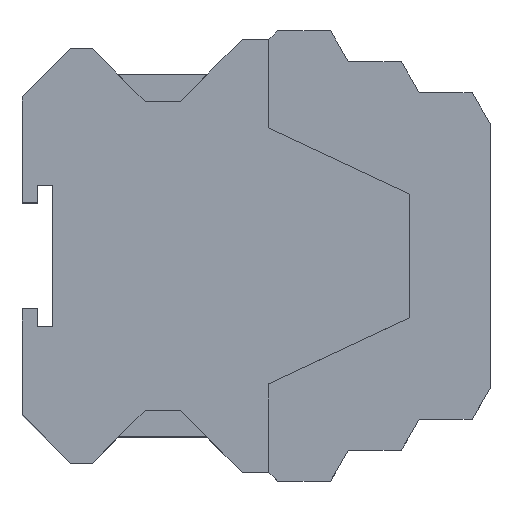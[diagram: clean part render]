
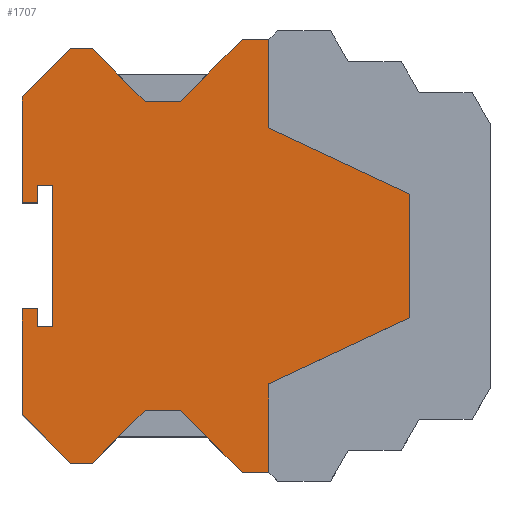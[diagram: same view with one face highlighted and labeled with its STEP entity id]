
A CAD part, top view. The second image highlights one B-rep face of the part: STEP entity #1707.
In plain terms, the highlighted planar face has unit normal (0, 0, 1).
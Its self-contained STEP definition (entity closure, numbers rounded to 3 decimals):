
#372=DIRECTION('',(0.,-1.,0.));
#373=VECTOR('',#372,28.);
#374=CARTESIAN_POINT('',(80.876,14.,11.25));
#375=LINE('',#374,#373);
#379=DIRECTION('',(-0.905,-0.424,0.));
#380=VECTOR('',#379,35.341);
#381=CARTESIAN_POINT('',(80.876,-14.,11.25));
#382=LINE('',#381,#380);
#386=DIRECTION('',(0.,-1.,0.));
#387=VECTOR('',#386,20.);
#388=CARTESIAN_POINT('',(48.876,-29.,11.25));
#389=LINE('',#388,#387);
#393=DIRECTION('',(1.,0.,0.));
#394=VECTOR('',#393,6.);
#395=CARTESIAN_POINT('',(42.876,-49.,11.25));
#396=LINE('',#395,#394);
#400=DIRECTION('',(0.707,-0.707,0.));
#401=VECTOR('',#400,19.799);
#402=CARTESIAN_POINT('',(28.876,-35.,11.25));
#403=LINE('',#402,#401);
#407=DIRECTION('',(1.,0.,0.));
#408=VECTOR('',#407,8.);
#409=CARTESIAN_POINT('',(20.876,-35.,11.25));
#410=LINE('',#409,#408);
#414=DIRECTION('',(0.707,0.707,0.));
#415=VECTOR('',#414,16.883);
#416=CARTESIAN_POINT('',(8.938,-46.938,11.25));
#417=LINE('',#416,#415);
#421=DIRECTION('',(1.,0.,0.));
#422=VECTOR('',#421,5.);
#423=CARTESIAN_POINT('',(3.938,-46.938,11.25));
#424=LINE('',#423,#422);
#428=DIRECTION('',(0.707,-0.707,0.));
#429=VECTOR('',#428,15.468);
#430=CARTESIAN_POINT('',(-7.,-36.,11.25));
#431=LINE('',#430,#429);
#435=DIRECTION('',(0.,-1.,0.));
#436=VECTOR('',#435,24.);
#437=CARTESIAN_POINT('',(-7.,-12.,11.25));
#438=LINE('',#437,#436);
#442=DIRECTION('',(-1.,0.,0.));
#443=VECTOR('',#442,3.5);
#444=CARTESIAN_POINT('',(-3.5,-12.,11.25));
#445=LINE('',#444,#443);
#449=DIRECTION('',(0.,1.,0.));
#450=VECTOR('',#449,4.);
#451=CARTESIAN_POINT('',(-3.5,-16.,11.25));
#452=LINE('',#451,#450);
#456=DIRECTION('',(-1.,0.,0.));
#457=VECTOR('',#456,3.5);
#458=CARTESIAN_POINT('',(0.,-16.,11.25));
#459=LINE('',#458,#457);
#463=DIRECTION('',(0.,-1.,0.));
#464=VECTOR('',#463,32.);
#465=CARTESIAN_POINT('',(0.,16.,11.25));
#466=LINE('',#465,#464);
#470=DIRECTION('',(1.,0.,0.));
#471=VECTOR('',#470,3.5);
#472=CARTESIAN_POINT('',(-3.5,16.,11.25));
#473=LINE('',#472,#471);
#477=DIRECTION('',(0.,1.,0.));
#478=VECTOR('',#477,4.);
#479=CARTESIAN_POINT('',(-3.5,12.,11.25));
#480=LINE('',#479,#478);
#484=DIRECTION('',(1.,0.,0.));
#485=VECTOR('',#484,3.5);
#486=CARTESIAN_POINT('',(-7.,12.,11.25));
#487=LINE('',#486,#485);
#491=DIRECTION('',(0.,-1.,0.));
#492=VECTOR('',#491,24.);
#493=CARTESIAN_POINT('',(-7.,36.,11.25));
#494=LINE('',#493,#492);
#498=DIRECTION('',(-1.,0.,0.));
#499=VECTOR('',#498,5.);
#500=CARTESIAN_POINT('',(8.938,46.938,11.25));
#501=LINE('',#500,#499);
#505=DIRECTION('',(-0.707,0.707,0.));
#506=VECTOR('',#505,16.883);
#507=CARTESIAN_POINT('',(20.876,35.,11.25));
#508=LINE('',#507,#506);
#512=DIRECTION('',(-1.,0.,0.));
#513=VECTOR('',#512,8.);
#514=CARTESIAN_POINT('',(28.876,35.,11.25));
#515=LINE('',#514,#513);
#519=DIRECTION('',(-0.707,-0.707,0.));
#520=VECTOR('',#519,19.799);
#521=CARTESIAN_POINT('',(42.876,49.,11.25));
#522=LINE('',#521,#520);
#526=DIRECTION('',(-1.,0.,0.));
#527=VECTOR('',#526,6.);
#528=CARTESIAN_POINT('',(48.876,49.,11.25));
#529=LINE('',#528,#527);
#533=DIRECTION('',(0.,-1.,0.));
#534=VECTOR('',#533,20.);
#535=CARTESIAN_POINT('',(48.876,49.,11.25));
#536=LINE('',#535,#534);
#540=DIRECTION('',(0.905,-0.424,0.));
#541=VECTOR('',#540,35.341);
#542=CARTESIAN_POINT('',(48.876,29.,11.25));
#543=LINE('',#542,#541);
#1107=DIRECTION('',(-0.707,-0.707,0.));
#1108=VECTOR('',#1107,15.468);
#1109=CARTESIAN_POINT('',(3.938,46.938,11.25));
#1110=LINE('',#1109,#1108);
#1215=CARTESIAN_POINT('',(42.876,49.,11.25));
#1216=CARTESIAN_POINT('',(28.876,35.,11.25));
#1217=VERTEX_POINT('',#1215);
#1218=VERTEX_POINT('',#1216);
#1219=CARTESIAN_POINT('',(20.876,35.,11.25));
#1220=VERTEX_POINT('',#1219);
#1221=CARTESIAN_POINT('',(8.938,46.938,11.25));
#1222=VERTEX_POINT('',#1221);
#1223=CARTESIAN_POINT('',(3.938,46.938,11.25));
#1224=VERTEX_POINT('',#1223);
#1245=CARTESIAN_POINT('',(80.876,14.,11.25));
#1246=CARTESIAN_POINT('',(80.876,-14.,11.25));
#1247=VERTEX_POINT('',#1245);
#1248=VERTEX_POINT('',#1246);
#1267=CARTESIAN_POINT('',(48.876,49.,11.25));
#1268=VERTEX_POINT('',#1267);
#1273=CARTESIAN_POINT('',(48.876,-29.,11.25));
#1274=VERTEX_POINT('',#1273);
#1275=CARTESIAN_POINT('',(48.876,-49.,11.25));
#1276=VERTEX_POINT('',#1275);
#1277=CARTESIAN_POINT('',(48.876,29.,11.25));
#1278=VERTEX_POINT('',#1277);
#1289=CARTESIAN_POINT('',(-3.5,-16.,11.25));
#1290=CARTESIAN_POINT('',(-3.5,-12.,11.25));
#1291=VERTEX_POINT('',#1289);
#1292=VERTEX_POINT('',#1290);
#1293=CARTESIAN_POINT('',(-7.,-12.,11.25));
#1294=VERTEX_POINT('',#1293);
#1295=CARTESIAN_POINT('',(-7.,-36.,11.25));
#1296=VERTEX_POINT('',#1295);
#1298=CARTESIAN_POINT('',(0.,-16.,11.25));
#1300=VERTEX_POINT('',#1298);
#1303=CARTESIAN_POINT('',(0.,16.,11.25));
#1304=VERTEX_POINT('',#1303);
#1315=CARTESIAN_POINT('',(3.938,-46.938,11.25));
#1316=CARTESIAN_POINT('',(8.938,-46.938,11.25));
#1317=VERTEX_POINT('',#1315);
#1318=VERTEX_POINT('',#1316);
#1319=CARTESIAN_POINT('',(20.876,-35.,11.25));
#1320=VERTEX_POINT('',#1319);
#1321=CARTESIAN_POINT('',(28.876,-35.,11.25));
#1322=VERTEX_POINT('',#1321);
#1323=CARTESIAN_POINT('',(42.876,-49.,11.25));
#1324=VERTEX_POINT('',#1323);
#1361=CARTESIAN_POINT('',(-7.,36.,11.25));
#1362=CARTESIAN_POINT('',(-7.,12.,11.25));
#1363=VERTEX_POINT('',#1361);
#1364=VERTEX_POINT('',#1362);
#1365=CARTESIAN_POINT('',(-3.5,12.,11.25));
#1366=VERTEX_POINT('',#1365);
#1367=CARTESIAN_POINT('',(-3.5,16.,11.25));
#1368=VERTEX_POINT('',#1367);
#1652=CARTESIAN_POINT('',(0.,0.,11.25));
#1653=DIRECTION('',(0.,0.,1.));
#1654=DIRECTION('',(1.,0.,0.));
#1655=AXIS2_PLACEMENT_3D('',#1652,#1653,#1654);
#1656=PLANE('',#1655);
#1658=ORIENTED_EDGE('',*,*,#1657,.T.);
#1660=ORIENTED_EDGE('',*,*,#1659,.T.);
#1662=ORIENTED_EDGE('',*,*,#1661,.T.);
#1663=ORIENTED_EDGE('',*,*,#1533,.F.);
#1664=ORIENTED_EDGE('',*,*,#1555,.F.);
#1665=ORIENTED_EDGE('',*,*,#1621,.F.);
#1666=ORIENTED_EDGE('',*,*,#1590,.F.);
#1668=ORIENTED_EDGE('',*,*,#1667,.F.);
#1670=ORIENTED_EDGE('',*,*,#1669,.F.);
#1672=ORIENTED_EDGE('',*,*,#1671,.F.);
#1674=ORIENTED_EDGE('',*,*,#1673,.F.);
#1676=ORIENTED_EDGE('',*,*,#1675,.F.);
#1678=ORIENTED_EDGE('',*,*,#1677,.F.);
#1680=ORIENTED_EDGE('',*,*,#1679,.F.);
#1682=ORIENTED_EDGE('',*,*,#1681,.F.);
#1684=ORIENTED_EDGE('',*,*,#1683,.F.);
#1686=ORIENTED_EDGE('',*,*,#1685,.F.);
#1688=ORIENTED_EDGE('',*,*,#1687,.F.);
#1690=ORIENTED_EDGE('',*,*,#1689,.F.);
#1692=ORIENTED_EDGE('',*,*,#1691,.F.);
#1694=ORIENTED_EDGE('',*,*,#1693,.F.);
#1696=ORIENTED_EDGE('',*,*,#1695,.F.);
#1698=ORIENTED_EDGE('',*,*,#1697,.F.);
#1700=ORIENTED_EDGE('',*,*,#1699,.F.);
#1702=ORIENTED_EDGE('',*,*,#1701,.T.);
#1704=ORIENTED_EDGE('',*,*,#1703,.T.);
#1705=EDGE_LOOP('',(#1658,#1660,#1662,#1663,#1664,#1665,#1666,#1668,#1670,#1672,
#1674,#1676,#1678,#1680,#1682,#1684,#1686,#1688,#1690,#1692,#1694,#1696,#1698,
#1700,#1702,#1704));
#1706=FACE_OUTER_BOUND('',#1705,.F.);
#1707=ADVANCED_FACE('',(#1706),#1656,.T.);
#1533=EDGE_CURVE('',#1324,#1276,#396,.T.);
#1555=EDGE_CURVE('',#1322,#1324,#403,.T.);
#1590=EDGE_CURVE('',#1318,#1320,#417,.T.);
#1621=EDGE_CURVE('',#1320,#1322,#410,.T.);
#1657=EDGE_CURVE('',#1247,#1248,#375,.T.);
#1659=EDGE_CURVE('',#1248,#1274,#382,.T.);
#1661=EDGE_CURVE('',#1274,#1276,#389,.T.);
#1667=EDGE_CURVE('',#1317,#1318,#424,.T.);
#1669=EDGE_CURVE('',#1296,#1317,#431,.T.);
#1671=EDGE_CURVE('',#1294,#1296,#438,.T.);
#1673=EDGE_CURVE('',#1292,#1294,#445,.T.);
#1675=EDGE_CURVE('',#1291,#1292,#452,.T.);
#1677=EDGE_CURVE('',#1300,#1291,#459,.T.);
#1679=EDGE_CURVE('',#1304,#1300,#466,.T.);
#1681=EDGE_CURVE('',#1368,#1304,#473,.T.);
#1683=EDGE_CURVE('',#1366,#1368,#480,.T.);
#1685=EDGE_CURVE('',#1364,#1366,#487,.T.);
#1687=EDGE_CURVE('',#1363,#1364,#494,.T.);
#1689=EDGE_CURVE('',#1224,#1363,#1110,.T.);
#1691=EDGE_CURVE('',#1222,#1224,#501,.T.);
#1693=EDGE_CURVE('',#1220,#1222,#508,.T.);
#1695=EDGE_CURVE('',#1218,#1220,#515,.T.);
#1697=EDGE_CURVE('',#1217,#1218,#522,.T.);
#1699=EDGE_CURVE('',#1268,#1217,#529,.T.);
#1701=EDGE_CURVE('',#1268,#1278,#536,.T.);
#1703=EDGE_CURVE('',#1278,#1247,#543,.T.);
